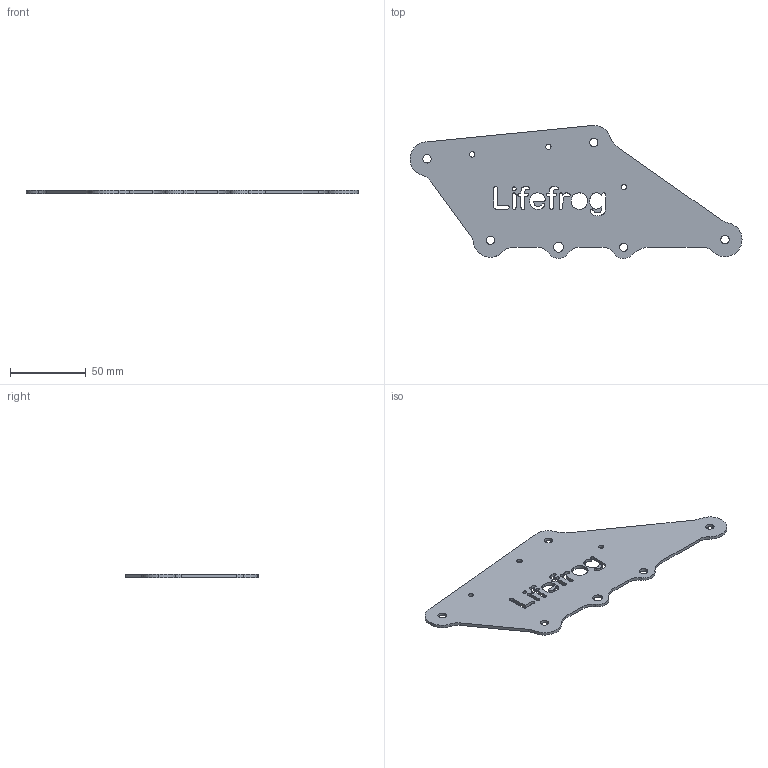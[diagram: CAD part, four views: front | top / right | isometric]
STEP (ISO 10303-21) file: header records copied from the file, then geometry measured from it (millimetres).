
FILE_DESCRIPTION (( 'STEP AP214' ), '1' );
FILE_NAME ('Holder Left.STEP', '2021-05-27T18:04:25', ( '' ), ( '' ), 'SwSTEP 2.0', 'SolidWorks 2020', '' );
FILE_SCHEMA (( 'AUTOMOTIVE_DESIGN' ));
Length unit declared in the file: millimetre
Products named in the file (1): Holder Left
Bounding box: 219.16 x 87.89 x 2 mm (x, y, z)
Volume: 23243.1 mm3; surface area: 25281.1 mm2
Topology: 1 solids, 1 shells, 139 faces, 411 edges, 274 vertices
Faces by surface type: bspline 69, cylinder 35, plane 35
Entity records: 7603 total; most frequent: CARTESIAN_POINT 4190, ORIENTED_EDGE 822, DIRECTION 485, EDGE_CURVE 411, VERTEX_POINT 274, LINE 203, VECTOR 203, EDGE_LOOP 175
